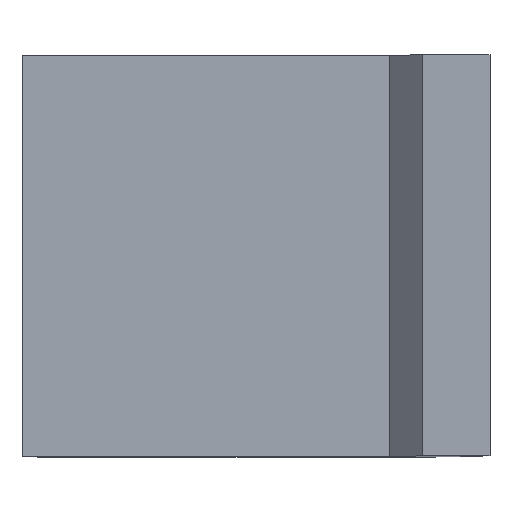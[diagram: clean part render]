
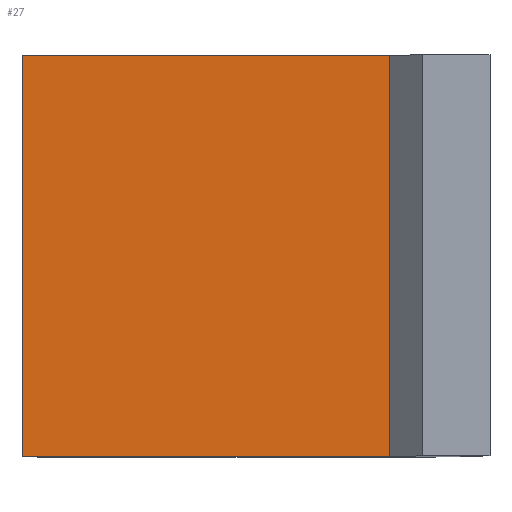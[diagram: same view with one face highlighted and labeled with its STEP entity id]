
A CAD part, top view. The second image highlights one B-rep face of the part: STEP entity #27.
In plain terms, the highlighted planar face has unit normal (0, 0, 1).
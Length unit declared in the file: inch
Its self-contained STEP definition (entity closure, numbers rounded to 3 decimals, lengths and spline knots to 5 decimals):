
#27=ADVANCED_FACE('',(#41),#223,.T.);
#41=FACE_OUTER_BOUND('',#55,.T.);
#55=EDGE_LOOP('',(#120,#121,#122,#123));
#120=ORIENTED_EDGE('',*,*,#151,.T.);
#121=ORIENTED_EDGE('',*,*,#157,.F.);
#122=ORIENTED_EDGE('',*,*,#126,.F.);
#123=ORIENTED_EDGE('',*,*,#156,.F.);
#126=EDGE_CURVE('',#194,#195,#160,.T.);
#151=EDGE_CURVE('',#212,#213,#185,.T.);
#156=EDGE_CURVE('',#212,#194,#190,.T.);
#157=EDGE_CURVE('',#195,#213,#191,.T.);
#160=B_SPLINE_CURVE_WITH_KNOTS('',1,(#389,#390),.UNSPECIFIED.,.F.,.F.,(2,
2),(0.75,1.125),.UNSPECIFIED.);
#185=B_SPLINE_CURVE_WITH_KNOTS('',1,(#439,#440),.UNSPECIFIED.,.F.,.F.,(2,
2),(-0.25,-0.1875),.UNSPECIFIED.);
#190=B_SPLINE_CURVE_WITH_KNOTS('',1,(#449,#450),.UNSPECIFIED.,.F.,.F.,(2,
2),(0.,0.34353),.UNSPECIFIED.);
#191=B_SPLINE_CURVE_WITH_KNOTS('',1,(#451,#452),.UNSPECIFIED.,.F.,.F.,(2,
2),(0.,0.34353),.UNSPECIFIED.);
#194=VERTEX_POINT('',#365);
#195=VERTEX_POINT('',#366);
#212=VERTEX_POINT('',#383);
#213=VERTEX_POINT('',#384);
#223=PLANE('',#327);
#327=AXIS2_PLACEMENT_3D('',#359,#343,$);
#343=DIRECTION('',(0.,0.,1.));
#359=CARTESIAN_POINT('',(1.59664,0.4125,0.375));
#365=CARTESIAN_POINT('',(1.25,0.,0.375));
#366=CARTESIAN_POINT('',(1.25,0.375,0.375));
#383=CARTESIAN_POINT('',(1.59353,0.,0.375));
#384=CARTESIAN_POINT('',(1.59353,0.375,0.375));
#389=CARTESIAN_POINT('',(1.25,0.,0.375));
#390=CARTESIAN_POINT('',(1.25,0.375,0.375));
#439=CARTESIAN_POINT('',(1.59353,0.,0.375));
#440=CARTESIAN_POINT('',(1.59353,0.375,0.375));
#449=CARTESIAN_POINT('',(1.59353,0.,0.375));
#450=CARTESIAN_POINT('',(1.25,0.,0.375));
#451=CARTESIAN_POINT('',(1.25,0.375,0.375));
#452=CARTESIAN_POINT('',(1.59353,0.375,0.375));
